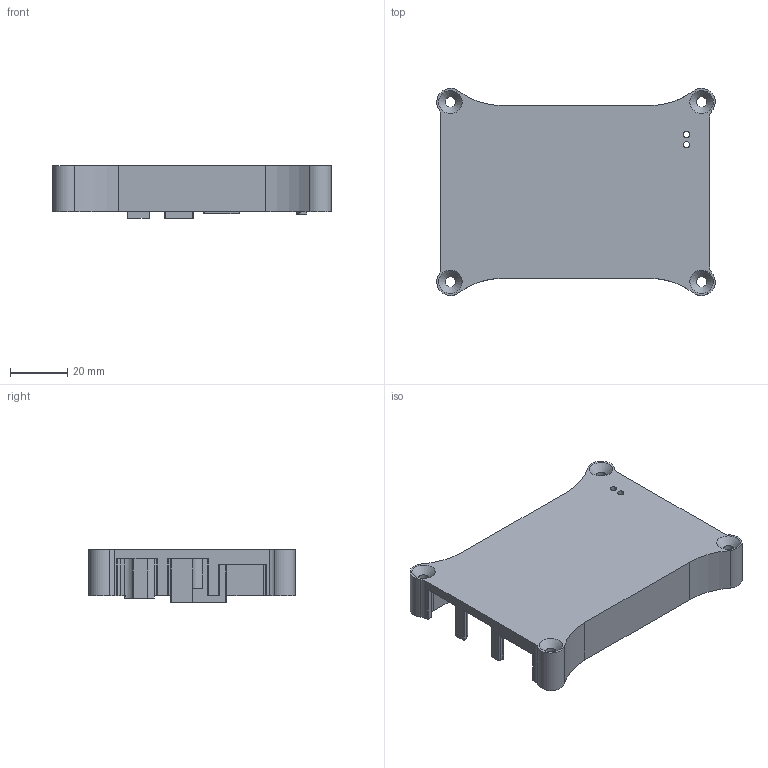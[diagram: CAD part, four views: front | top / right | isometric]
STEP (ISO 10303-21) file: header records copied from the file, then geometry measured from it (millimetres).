
FILE_DESCRIPTION(/* description */ ('STEP AP242','CAx-IF Rec.Pracs.---Representation and Presentation of Product Manufacturing Information (PMI)---4.0---2014-10-13','CAx-IF Rec.Pracs.---3D Tessellated Geometry---0.4---2014-09-14','2;1'),/* implementation_level */ '2;1');
FILE_NAME(/* name */ '6265af6f6fcbe85dad3faad1',/* time_stamp */ '2022-04-24T20:13:36+00:00',/* author */ (''),/* organization */ (''),/* preprocessor_version */ 'ST-DEVELOPER v18.101',/* originating_system */ ' ',/* authorisation */ ' ');
FILE_SCHEMA (('AP242_MANAGED_MODEL_BASED_3D_ENGINEERING_MIM_LF { 1 0 10303 442 1 1 4 }'));
Length unit declared in the file: metre
Products named in the file (1): Secure Top 8-27-2019
Bounding box: 97.27 x 72.38 x 18.47 mm (x, y, z)
Volume: 37764.1 mm3; surface area: 22622.4 mm2
Topology: 1 solids, 1 shells, 141 faces, 404 edges, 268 vertices
Faces by surface type: cylinder 77, plane 60, cone 4
Full cylindrical faces by diameter (mm): 2.21 x2, 3.658 x4
Entity records: 4665 total; most frequent: DIRECTION 839, CARTESIAN_POINT 807, ORIENTED_EDGE 788, EDGE_CURVE 394, AXIS2_PLACEMENT_3D 304, VERTEX_POINT 268, LINE 231, VECTOR 231
